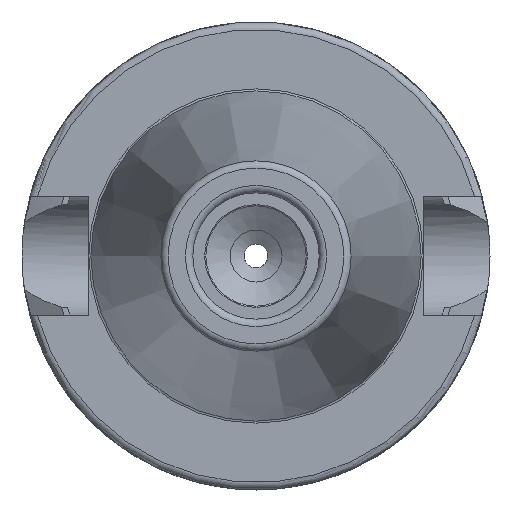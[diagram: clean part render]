
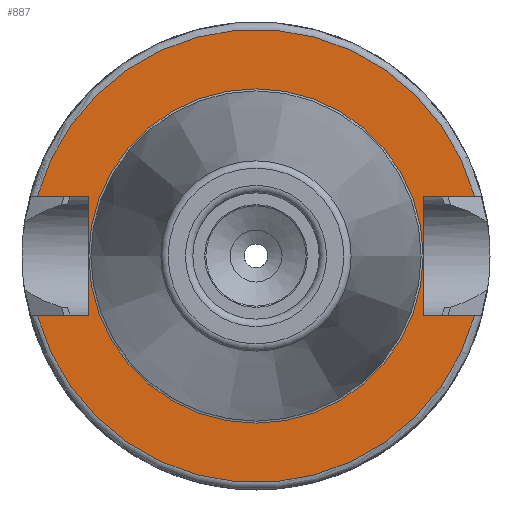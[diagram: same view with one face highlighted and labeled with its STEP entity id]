
A CAD part, left-side view. The second image highlights one B-rep face of the part: STEP entity #887.
In plain terms, the highlighted planar face has unit normal (-1, 0, 0).
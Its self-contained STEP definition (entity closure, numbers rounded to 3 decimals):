
#29=PLANE('',#1006);
#59=FACE_BOUND('',#233,.T.);
#93=CIRCLE('',#983,30.5);
#105=CIRCLE('',#1005,22.5);
#106=CIRCLE('',#1007,30.5);
#175=FACE_OUTER_BOUND('',#232,.T.);
#232=EDGE_LOOP('',(#785,#786,#787,#788,#789,#790,#791,#792));
#233=EDGE_LOOP('',(#793));
#289=LINE('',#1680,#337);
#293=LINE('',#1688,#341);
#296=LINE('',#1708,#344);
#307=LINE('',#1808,#355);
#310=LINE('',#1829,#358);
#312=LINE('',#1832,#360);
#337=VECTOR('',#1132,10.);
#341=VECTOR('',#1138,10.);
#344=VECTOR('',#1143,10.);
#355=VECTOR('',#1198,10.);
#358=VECTOR('',#1203,10.);
#360=VECTOR('',#1207,10.);
#405=VERTEX_POINT('',#1668);
#406=VERTEX_POINT('',#1679);
#408=VERTEX_POINT('',#1685);
#409=VERTEX_POINT('',#1687);
#424=VERTEX_POINT('',#1768);
#431=VERTEX_POINT('',#1805);
#432=VERTEX_POINT('',#1807);
#436=VERTEX_POINT('',#1828);
#444=VERTEX_POINT('',#1858);
#505=EDGE_CURVE('',#406,#405,#289,.T.);
#509=EDGE_CURVE('',#409,#408,#293,.T.);
#514=EDGE_CURVE('',#408,#406,#296,.T.);
#534=EDGE_CURVE('',#409,#424,#93,.T.);
#544=EDGE_CURVE('',#432,#431,#307,.T.);
#549=EDGE_CURVE('',#436,#424,#310,.T.);
#551=EDGE_CURVE('',#431,#436,#312,.T.);
#565=EDGE_CURVE('',#444,#444,#105,.T.);
#566=EDGE_CURVE('',#432,#405,#106,.T.);
#785=ORIENTED_EDGE('',*,*,#505,.T.);
#786=ORIENTED_EDGE('',*,*,#566,.F.);
#787=ORIENTED_EDGE('',*,*,#544,.T.);
#788=ORIENTED_EDGE('',*,*,#551,.T.);
#789=ORIENTED_EDGE('',*,*,#549,.T.);
#790=ORIENTED_EDGE('',*,*,#534,.F.);
#791=ORIENTED_EDGE('',*,*,#509,.T.);
#792=ORIENTED_EDGE('',*,*,#514,.T.);
#793=ORIENTED_EDGE('',*,*,#565,.T.);
#887=ADVANCED_FACE('',(#175,#59),#29,.T.);
#983=AXIS2_PLACEMENT_3D('',#1769,#1185,#1186);
#1005=AXIS2_PLACEMENT_3D('',#1860,#1243,#1244);
#1006=AXIS2_PLACEMENT_3D('',#1861,#1245,#1246);
#1007=AXIS2_PLACEMENT_3D('',#1862,#1247,#1248);
#1132=DIRECTION('',(0.,-1.,0.));
#1138=DIRECTION('',(0.,1.,0.));
#1143=DIRECTION('',(0.,0.,1.));
#1185=DIRECTION('center_axis',(1.,0.,0.));
#1186=DIRECTION('ref_axis',(0.,0.,-1.));
#1198=DIRECTION('',(0.,-1.,0.));
#1203=DIRECTION('',(0.,1.,0.));
#1207=DIRECTION('',(0.,0.,-1.));
#1243=DIRECTION('center_axis',(1.,0.,0.));
#1244=DIRECTION('ref_axis',(0.,0.,-1.));
#1245=DIRECTION('center_axis',(-1.,0.,0.));
#1246=DIRECTION('ref_axis',(0.,0.,1.));
#1247=DIRECTION('center_axis',(1.,0.,0.));
#1248=DIRECTION('ref_axis',(0.,0.,-1.));
#1668=CARTESIAN_POINT('',(2.,-29.418,8.05));
#1679=CARTESIAN_POINT('',(2.,-22.6,8.05));
#1680=CARTESIAN_POINT('',(2.,3.95,8.05));
#1685=CARTESIAN_POINT('',(2.,-22.6,-8.05));
#1687=CARTESIAN_POINT('',(2.,-29.418,-8.05));
#1688=CARTESIAN_POINT('',(2.,3.95,-8.05));
#1708=CARTESIAN_POINT('',(2.,-22.6,0.));
#1768=CARTESIAN_POINT('',(2.,29.418,-8.05));
#1769=CARTESIAN_POINT('Origin',(2.,0.,0.));
#1805=CARTESIAN_POINT('',(2.,22.6,8.05));
#1807=CARTESIAN_POINT('',(2.,29.418,8.05));
#1808=CARTESIAN_POINT('',(2.,26.55,8.05));
#1828=CARTESIAN_POINT('',(2.,22.6,-8.05));
#1829=CARTESIAN_POINT('',(2.,26.55,-8.05));
#1832=CARTESIAN_POINT('',(2.,22.6,0.));
#1858=CARTESIAN_POINT('',(2.,0.,22.5));
#1860=CARTESIAN_POINT('Origin',(2.,0.,0.));
#1861=CARTESIAN_POINT('Origin',(2.,30.5,0.));
#1862=CARTESIAN_POINT('Origin',(2.,0.,0.));
